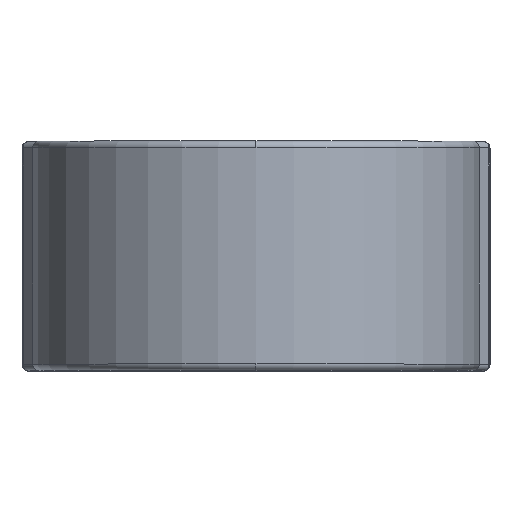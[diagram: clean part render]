
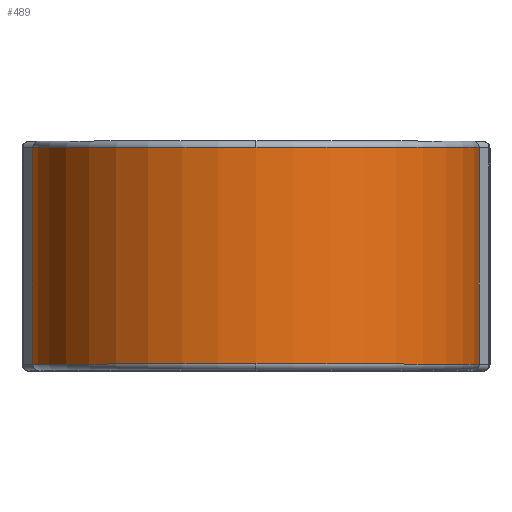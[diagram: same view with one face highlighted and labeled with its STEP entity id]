
A CAD part, top view. The second image highlights one B-rep face of the part: STEP entity #489.
In plain terms, the highlighted cylindrical face has radius 14.046 mm (diameter 28.092 mm), a partial arc.
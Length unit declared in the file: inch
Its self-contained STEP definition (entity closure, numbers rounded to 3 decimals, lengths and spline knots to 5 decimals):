
#25 = CARTESIAN_POINT ( 'NONE',  ( -0.44866, 0.01562, -0.35106 ) ) ;
#77 = CYLINDRICAL_SURFACE ( 'NONE', #2167, 0.553 ) ;
#90 = ORIENTED_EDGE ( 'NONE', *, *, #3143, .T. ) ;
#106 = CARTESIAN_POINT ( 'NONE',  ( 0., 0.55188, 0.52522 ) ) ;
#250 = ORIENTED_EDGE ( 'NONE', *, *, #447, .T. ) ;
#267 = DIRECTION ( 'NONE',  ( 0., -1., 0. ) ) ;
#290 = DIRECTION ( 'NONE',  ( 0., -1., 0. ) ) ;
#379 = ORIENTED_EDGE ( 'NONE', *, *, #815, .T. ) ;
#445 = AXIS2_PLACEMENT_3D ( 'NONE', #2860, #1397, #3115 ) ;
#447 = EDGE_CURVE ( 'NONE', #2278, #789, #2813, .T. ) ;
#489 = ADVANCED_FACE ( 'NONE', ( #587 ), #77, .T. ) ;
#526 = EDGE_CURVE ( 'NONE', #2815, #2351, #632, .T. ) ;
#562 = EDGE_CURVE ( 'NONE', #2351, #2184, #2764, .T. ) ;
#567 = EDGE_CURVE ( 'NONE', #2184, #2505, #2751, .T. ) ;
#569 = VECTOR ( 'NONE', #1742, 39.37008 ) ;
#587 = FACE_OUTER_BOUND ( 'NONE', #2283, .T. ) ;
#632 = CIRCLE ( 'NONE', #2216, 0.553 ) ;
#650 = CIRCLE ( 'NONE', #445, 0.553 ) ;
#661 = DIRECTION ( 'NONE',  ( 0., -1., 0. ) ) ;
#789 = VERTEX_POINT ( 'NONE', #25 ) ;
#815 = EDGE_CURVE ( 'NONE', #2505, #2278, #835, .T. ) ;
#835 = CIRCLE ( 'NONE', #1815, 0.553 ) ;
#979 = CARTESIAN_POINT ( 'NONE',  ( 0., 0.5675, -0.02778 ) ) ;
#1212 = DIRECTION ( 'NONE',  ( 0., 0., -1. ) ) ;
#1227 = CARTESIAN_POINT ( 'NONE',  ( 0., 0.01562, -0.02778 ) ) ;
#1264 = CARTESIAN_POINT ( 'NONE',  ( 0.44866, 0.01562, -0.35106 ) ) ;
#1397 = DIRECTION ( 'NONE',  ( 0., 1., 0. ) ) ;
#1500 = DIRECTION ( 'NONE',  ( 0., 0., 1. ) ) ;
#1579 = ORIENTED_EDGE ( 'NONE', *, *, #526, .T. ) ;
#1721 = CARTESIAN_POINT ( 'NONE',  ( 0.44866, 0.55188, -0.35106 ) ) ;
#1742 = DIRECTION ( 'NONE',  ( 0., 1., 0. ) ) ;
#1750 = CARTESIAN_POINT ( 'NONE',  ( 0., 0.55188, -0.02778 ) ) ;
#1815 = AXIS2_PLACEMENT_3D ( 'NONE', #1750, #290, #2143 ) ;
#1850 = CARTESIAN_POINT ( 'NONE',  ( 0., 0.01562, 0.52522 ) ) ;
#2001 = CARTESIAN_POINT ( 'NONE',  ( 0.44866, 0.5675, -0.35106 ) ) ;
#2136 = AXIS2_PLACEMENT_3D ( 'NONE', #2768, #661, #2373 ) ;
#2143 = DIRECTION ( 'NONE',  ( 0., 0., 1. ) ) ;
#2167 = AXIS2_PLACEMENT_3D ( 'NONE', #979, #2698, #1212 ) ;
#2184 = VERTEX_POINT ( 'NONE', #1721 ) ;
#2216 = AXIS2_PLACEMENT_3D ( 'NONE', #1227, #2948, #1500 ) ;
#2278 = VERTEX_POINT ( 'NONE', #2491 ) ;
#2283 = EDGE_LOOP ( 'NONE', ( #250, #90, #1579, #3043, #2486, #379 ) ) ;
#2351 = VERTEX_POINT ( 'NONE', #1264 ) ;
#2373 = DIRECTION ( 'NONE',  ( 0., 0., 1. ) ) ;
#2486 = ORIENTED_EDGE ( 'NONE', *, *, #567, .T. ) ;
#2491 = CARTESIAN_POINT ( 'NONE',  ( -0.44866, 0.55188, -0.35106 ) ) ;
#2505 = VERTEX_POINT ( 'NONE', #106 ) ;
#2698 = DIRECTION ( 'NONE',  ( 0., -1., 0. ) ) ;
#2751 = CIRCLE ( 'NONE', #2136, 0.553 ) ;
#2764 = LINE ( 'NONE', #2001, #569 ) ;
#2768 = CARTESIAN_POINT ( 'NONE',  ( 0., 0.55188, -0.02778 ) ) ;
#2811 = VECTOR ( 'NONE', #267, 39.37008 ) ;
#2813 = LINE ( 'NONE', #2925, #2811 ) ;
#2815 = VERTEX_POINT ( 'NONE', #1850 ) ;
#2860 = CARTESIAN_POINT ( 'NONE',  ( 0., 0.01562, -0.02778 ) ) ;
#2925 = CARTESIAN_POINT ( 'NONE',  ( -0.44866, 0.5675, -0.35106 ) ) ;
#2948 = DIRECTION ( 'NONE',  ( 0., 1., 0. ) ) ;
#3043 = ORIENTED_EDGE ( 'NONE', *, *, #562, .T. ) ;
#3115 = DIRECTION ( 'NONE',  ( 0., 0., 1. ) ) ;
#3143 = EDGE_CURVE ( 'NONE', #789, #2815, #650, .T. ) ;
